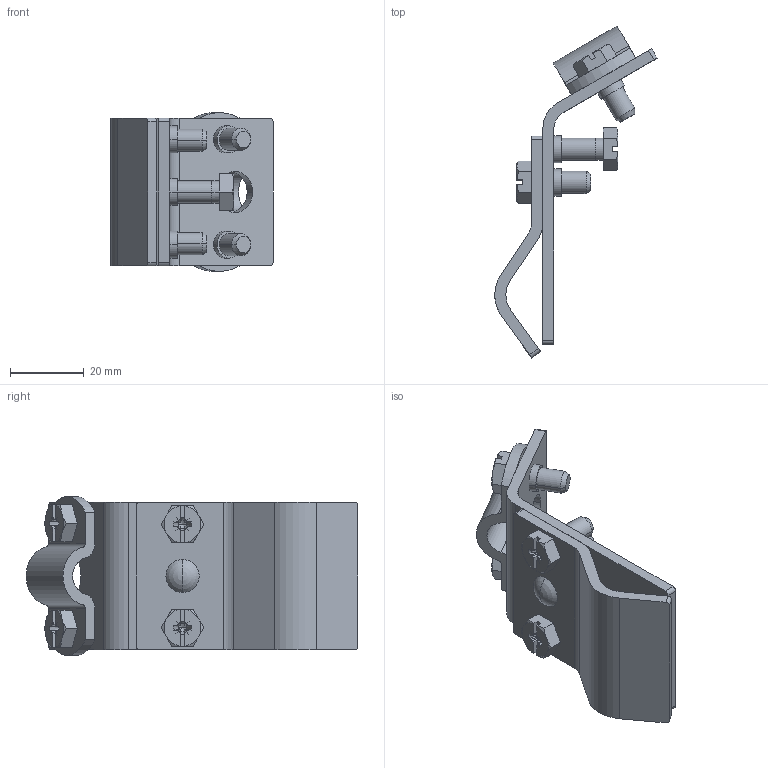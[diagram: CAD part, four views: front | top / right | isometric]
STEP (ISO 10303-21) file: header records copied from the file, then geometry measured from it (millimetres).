
FILE_DESCRIPTION(('Creo Elements/Direct Modeling STEP Export'),'2;1');
FILE_NAME('5316154.stp','2020-07-27T 9:40:02',(''),(''),'Creo Elements/Direct Modeling STEP processor for AP214 (Solid Model)','Creo Elements/Direct Modeling 18.0B 02-Dec-2011 (C) Parametric Technology GmbH','');
FILE_SCHEMA(('AUTOMOTIVE_DESIGN { 1 0 10303 214 1 1 1 1 }'));
Length unit declared in the file: millimetre
Products named in the file (5): Klaue; Winkel; Ueberleger; SKT-Schraube-M6x16_mit_Kombischlitz.1.2; Rinnenklemme.1
Assembly tree (8 placements, depth 2):
  Rinnenklemme.1
    SKT-Schraube-M6x16_mit_Kombischlitz.1.2  x5
    Ueberleger
    Winkel
    Klaue
Bounding box: 43.92 x 89.86 x 43 mm (x, y, z)
Volume: 24936.1 mm3; surface area: 19898.6 mm2
Topology: 8 solids, 8 shells, 409 faces, 1109 edges, 714 vertices
Faces by surface type: plane 203, cone 90, cylinder 72, bspline 40, sphere 4
Entity records: 7893 total; most frequent: CARTESIAN_POINT 3573, ORIENTED_EDGE 870, DIRECTION 710, EDGE_CURVE 435, VERTEX_POINT 282, AXIS2_PLACEMENT_3D 259, EDGE_LOOP 197, VECTOR 192
